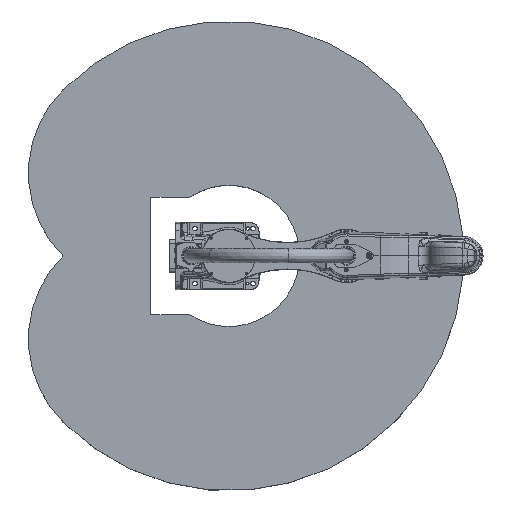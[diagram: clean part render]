
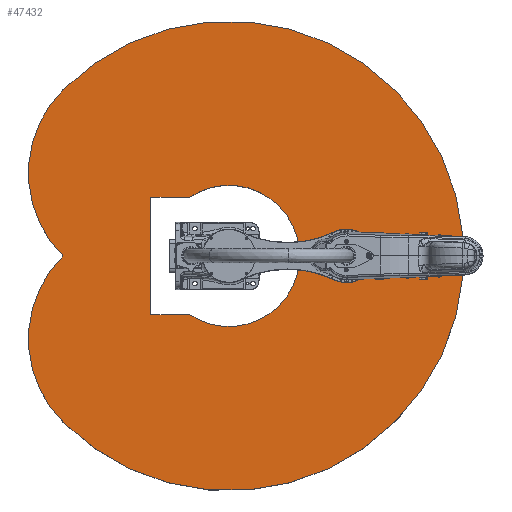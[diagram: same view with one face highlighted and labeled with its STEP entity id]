
A CAD part, top view. The second image highlights one B-rep face of the part: STEP entity #47432.
In plain terms, the highlighted planar face has unit normal (0, 0, 1).
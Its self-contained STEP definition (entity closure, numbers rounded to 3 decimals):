
#1013=FACE_BOUND('',#17434,.T.);
#5167=LINE('',#103217,#8230);
#5171=LINE('',#103224,#8234);
#5174=LINE('',#103230,#8237);
#8230=VECTOR('',#65462,10.);
#8234=VECTOR('',#65468,10.);
#8237=VECTOR('',#65473,10.);
#9355=PLANE('',#52687);
#11669=CIRCLE('',#52688,350.);
#11670=CIRCLE('',#52689,700.);
#11671=CIRCLE('',#52690,350.);
#11672=CIRCLE('',#52691,210.494);
#14350=FACE_OUTER_BOUND('',#17433,.T.);
#17433=EDGE_LOOP('',(#42055,#42056,#42057));
#17434=EDGE_LOOP('',(#42058,#42059,#42060,#42061));
#22414=VERTEX_POINT('',#103214);
#22415=VERTEX_POINT('',#103216);
#22417=VERTEX_POINT('',#103222);
#22419=VERTEX_POINT('',#103228);
#22420=VERTEX_POINT('',#103232);
#22421=VERTEX_POINT('',#103233);
#22422=VERTEX_POINT('',#103235);
#28960=EDGE_CURVE('',#22415,#22414,#5167,.T.);
#28964=EDGE_CURVE('',#22414,#22417,#5171,.T.);
#28967=EDGE_CURVE('',#22417,#22419,#5174,.T.);
#28968=EDGE_CURVE('',#22420,#22421,#11669,.T.);
#28969=EDGE_CURVE('',#22421,#22422,#11670,.T.);
#28970=EDGE_CURVE('',#22422,#22420,#11671,.T.);
#28971=EDGE_CURVE('',#22419,#22415,#11672,.T.);
#42055=ORIENTED_EDGE('',*,*,#28968,.T.);
#42056=ORIENTED_EDGE('',*,*,#28969,.T.);
#42057=ORIENTED_EDGE('',*,*,#28970,.T.);
#42058=ORIENTED_EDGE('',*,*,#28960,.T.);
#42059=ORIENTED_EDGE('',*,*,#28964,.T.);
#42060=ORIENTED_EDGE('',*,*,#28967,.T.);
#42061=ORIENTED_EDGE('',*,*,#28971,.T.);
#47432=ADVANCED_FACE('',(#14350,#1013),#9355,.T.);
#52687=AXIS2_PLACEMENT_3D('',#103231,#65474,#65475);
#52688=AXIS2_PLACEMENT_3D('',#103234,#65476,#65477);
#52689=AXIS2_PLACEMENT_3D('',#103236,#65478,#65479);
#52690=AXIS2_PLACEMENT_3D('',#103237,#65480,#65481);
#52691=AXIS2_PLACEMENT_3D('',#103238,#65482,#65483);
#65462=DIRECTION('',(-1.,0.,0.));
#65468=DIRECTION('',(0.,1.,0.));
#65473=DIRECTION('',(1.,0.,0.));
#65474=DIRECTION('center_axis',(0.,0.,1.));
#65475=DIRECTION('ref_axis',(1.,0.,0.));
#65476=DIRECTION('center_axis',(0.,0.,1.));
#65477=DIRECTION('ref_axis',(0.707,-0.707,0.));
#65478=DIRECTION('center_axis',(0.,0.,1.));
#65479=DIRECTION('ref_axis',(0.707,0.707,0.));
#65480=DIRECTION('center_axis',(0.,0.,1.));
#65481=DIRECTION('ref_axis',(0.707,-0.707,0.));
#65482=DIRECTION('center_axis',(0.,0.,-1.));
#65483=DIRECTION('ref_axis',(-1.,0.,0.));
#103214=CARTESIAN_POINT('',(-233.,-175.,200.));
#103216=CARTESIAN_POINT('',(-116.973,-175.,200.));
#103217=CARTESIAN_POINT('',(45.953,-175.,200.));
#103222=CARTESIAN_POINT('',(-233.,175.,200.));
#103224=CARTESIAN_POINT('',(-233.,-87.5,200.));
#103228=CARTESIAN_POINT('',(-116.973,175.,200.));
#103230=CARTESIAN_POINT('',(-108.047,175.,200.));
#103231=CARTESIAN_POINT('Origin',(16.906,0.,
200.));
#103232=CARTESIAN_POINT('',(-494.975,0.,200.));
#103233=CARTESIAN_POINT('',(-494.975,-494.975,200.));
#103234=CARTESIAN_POINT('Origin',(-247.487,-247.487,200.));
#103235=CARTESIAN_POINT('',(-494.975,494.975,200.));
#103236=CARTESIAN_POINT('Origin',(0.,0.,200.));
#103237=CARTESIAN_POINT('Origin',(-247.487,247.487,200.));
#103238=CARTESIAN_POINT('Origin',(0.,0.,200.));
